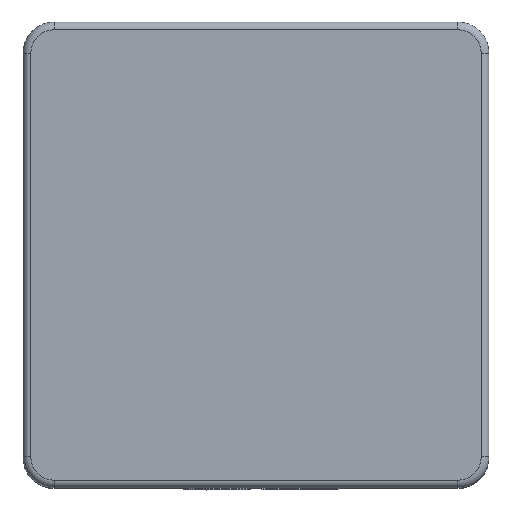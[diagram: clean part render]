
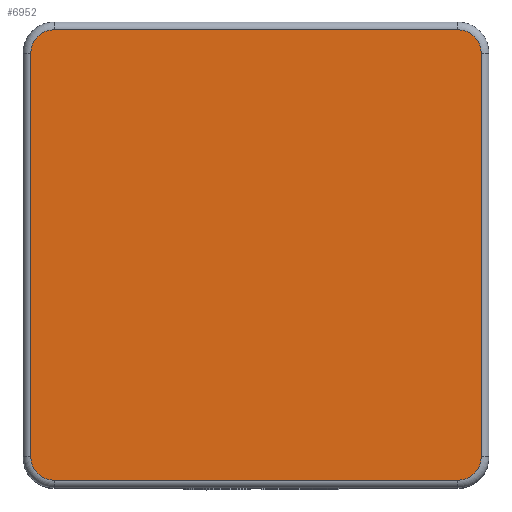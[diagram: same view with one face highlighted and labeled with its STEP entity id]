
A CAD part, top view. The second image highlights one B-rep face of the part: STEP entity #6952.
In plain terms, the highlighted planar face has unit normal (0, 0, 1).
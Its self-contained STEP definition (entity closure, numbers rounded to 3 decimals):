
#149 = CIRCLE ( 'NONE', #12564, 0.15 ) ;
#356 = DIRECTION ( 'NONE',  ( 0., -1., 0. ) ) ;
#372 = VERTEX_POINT ( 'NONE', #11305 ) ;
#422 = DIRECTION ( 'NONE',  ( 0., 0., 1. ) ) ;
#484 = CARTESIAN_POINT ( 'NONE',  ( 1.3, 1.3, 1.9 ) ) ;
#628 = AXIS2_PLACEMENT_3D ( 'NONE', #5735, #3850, #932 ) ;
#672 = PLANE ( 'NONE',  #1110 ) ;
#722 = CARTESIAN_POINT ( 'NONE',  ( 1.45, 1.3, 1.9 ) ) ;
#743 = CARTESIAN_POINT ( 'NONE',  ( -1.45, -1.3, 1.9 ) ) ;
#929 = DIRECTION ( 'NONE',  ( 1., 0., 0. ) ) ;
#932 = DIRECTION ( 'NONE',  ( 1., 0., 0. ) ) ;
#1110 = AXIS2_PLACEMENT_3D ( 'NONE', #7785, #10645, #929 ) ;
#1281 = VERTEX_POINT ( 'NONE', #6751 ) ;
#1488 = VECTOR ( 'NONE', #9761, 1000. ) ;
#2893 = EDGE_CURVE ( 'NONE', #1281, #9987, #10067, .T. ) ;
#2914 = EDGE_CURVE ( 'NONE', #9987, #372, #8118, .T. ) ;
#2919 = AXIS2_PLACEMENT_3D ( 'NONE', #11050, #11108, #8114 ) ;
#3107 = EDGE_CURVE ( 'NONE', #3729, #8303, #6643, .T. ) ;
#3483 = DIRECTION ( 'NONE',  ( 1., 0., 0. ) ) ;
#3729 = VERTEX_POINT ( 'NONE', #12229 ) ;
#3789 = ORIENTED_EDGE ( 'NONE', *, *, #2914, .T. ) ;
#3850 = DIRECTION ( 'NONE',  ( 0., 0., 1. ) ) ;
#3918 = CARTESIAN_POINT ( 'NONE',  ( 1.3, -1.45, 1.9 ) ) ;
#4102 = CARTESIAN_POINT ( 'NONE',  ( -1.45, -1.3, 1.9 ) ) ;
#4585 = LINE ( 'NONE', #7059, #8986 ) ;
#4758 = ORIENTED_EDGE ( 'NONE', *, *, #8366, .T. ) ;
#4928 = EDGE_CURVE ( 'NONE', #10210, #10616, #4585, .T. ) ;
#5026 = DIRECTION ( 'NONE',  ( -1., 0., 0. ) ) ;
#5062 = CARTESIAN_POINT ( 'NONE',  ( 1.3, 1.45, 1.9 ) ) ;
#5249 = ORIENTED_EDGE ( 'NONE', *, *, #2893, .T. ) ;
#5378 = EDGE_CURVE ( 'NONE', #372, #3729, #11713, .T. ) ;
#5603 = ORIENTED_EDGE ( 'NONE', *, *, #3107, .T. ) ;
#5735 = CARTESIAN_POINT ( 'NONE',  ( 1.3, -1.3, 1.9 ) ) ;
#6239 = LINE ( 'NONE', #8210, #12132 ) ;
#6442 = ORIENTED_EDGE ( 'NONE', *, *, #10829, .T. ) ;
#6643 = CIRCLE ( 'NONE', #628, 0.15 ) ;
#6751 = CARTESIAN_POINT ( 'NONE',  ( -1.45, 1.3, 1.9 ) ) ;
#6817 = DIRECTION ( 'NONE',  ( 0., 0., 1. ) ) ;
#6952 = ADVANCED_FACE ( 'NONE', ( #10454 ), #672, .T. ) ;
#7059 = CARTESIAN_POINT ( 'NONE',  ( -1.3, 1.45, 1.9 ) ) ;
#7140 = EDGE_LOOP ( 'NONE', ( #8258, #5249, #3789, #12645, #5603, #4758, #6442, #10496 ) ) ;
#7231 = CIRCLE ( 'NONE', #12807, 0.15 ) ;
#7761 = DIRECTION ( 'NONE',  ( 1., 0., 0. ) ) ;
#7785 = CARTESIAN_POINT ( 'NONE',  ( -1.3, -1.3, 1.9 ) ) ;
#7820 = CARTESIAN_POINT ( 'NONE',  ( -1.3, 1.45, 1.9 ) ) ;
#7834 = VERTEX_POINT ( 'NONE', #722 ) ;
#8020 = CARTESIAN_POINT ( 'NONE',  ( 1.45, -1.3, 1.9 ) ) ;
#8114 = DIRECTION ( 'NONE',  ( 1., 0., 0. ) ) ;
#8118 = CIRCLE ( 'NONE', #2919, 0.15 ) ;
#8210 = CARTESIAN_POINT ( 'NONE',  ( 1.45, 1.3, 1.9 ) ) ;
#8258 = ORIENTED_EDGE ( 'NONE', *, *, #8702, .T. ) ;
#8303 = VERTEX_POINT ( 'NONE', #8020 ) ;
#8366 = EDGE_CURVE ( 'NONE', #8303, #7834, #6239, .T. ) ;
#8702 = EDGE_CURVE ( 'NONE', #10616, #1281, #149, .T. ) ;
#8986 = VECTOR ( 'NONE', #5026, 1000. ) ;
#9761 = DIRECTION ( 'NONE',  ( 1., 0., 0. ) ) ;
#9987 = VERTEX_POINT ( 'NONE', #743 ) ;
#10067 = LINE ( 'NONE', #4102, #12019 ) ;
#10210 = VERTEX_POINT ( 'NONE', #5062 ) ;
#10454 = FACE_OUTER_BOUND ( 'NONE', #7140, .T. ) ;
#10496 = ORIENTED_EDGE ( 'NONE', *, *, #4928, .T. ) ;
#10616 = VERTEX_POINT ( 'NONE', #7820 ) ;
#10645 = DIRECTION ( 'NONE',  ( 0., 0., 1. ) ) ;
#10684 = CARTESIAN_POINT ( 'NONE',  ( -1.3, 1.3, 1.9 ) ) ;
#10829 = EDGE_CURVE ( 'NONE', #7834, #10210, #7231, .T. ) ;
#11050 = CARTESIAN_POINT ( 'NONE',  ( -1.3, -1.3, 1.9 ) ) ;
#11108 = DIRECTION ( 'NONE',  ( 0., 0., 1. ) ) ;
#11305 = CARTESIAN_POINT ( 'NONE',  ( -1.3, -1.45, 1.9 ) ) ;
#11713 = LINE ( 'NONE', #3918, #1488 ) ;
#11953 = DIRECTION ( 'NONE',  ( 0., 1., 0. ) ) ;
#12019 = VECTOR ( 'NONE', #356, 1000. ) ;
#12132 = VECTOR ( 'NONE', #11953, 1000. ) ;
#12229 = CARTESIAN_POINT ( 'NONE',  ( 1.3, -1.45, 1.9 ) ) ;
#12564 = AXIS2_PLACEMENT_3D ( 'NONE', #10684, #6817, #7761 ) ;
#12645 = ORIENTED_EDGE ( 'NONE', *, *, #5378, .T. ) ;
#12807 = AXIS2_PLACEMENT_3D ( 'NONE', #484, #422, #3483 ) ;
